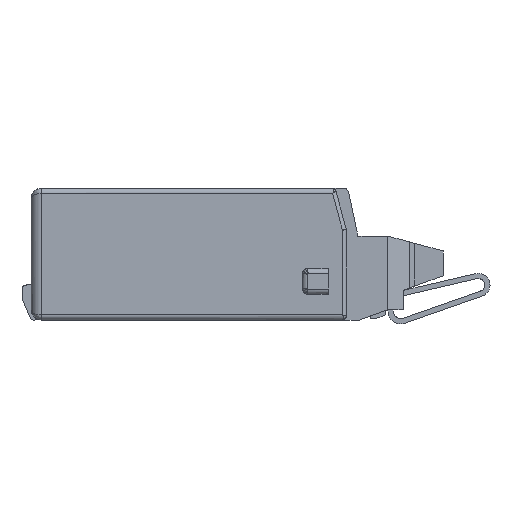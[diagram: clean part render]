
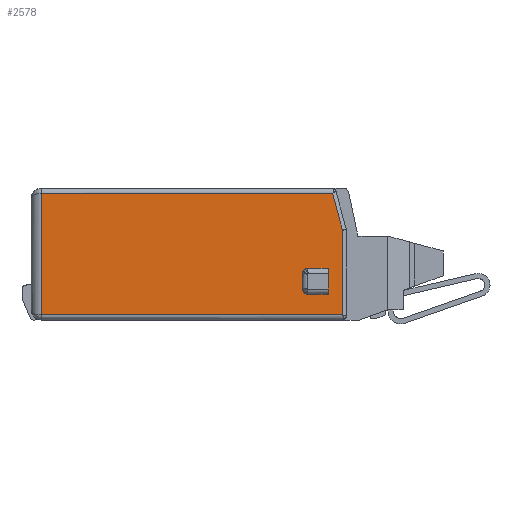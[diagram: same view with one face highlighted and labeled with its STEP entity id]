
A CAD part, left-side view. The second image highlights one B-rep face of the part: STEP entity #2578.
In plain terms, the highlighted planar face has unit normal (-1, 0, 0).
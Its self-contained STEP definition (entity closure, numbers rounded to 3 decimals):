
#60 = VERTEX_POINT ( 'NONE', #614 ) ;
#194 = VERTEX_POINT ( 'NONE', #14628 ) ;
#577 = CARTESIAN_POINT ( 'NONE',  ( -16.679, 38.071, 4.7 ) ) ;
#614 = CARTESIAN_POINT ( 'NONE',  ( -16.679, 15.532, 4.7 ) ) ;
#666 = EDGE_CURVE ( 'NONE', #13716, #194, #2046, .T. ) ;
#851 = EDGE_LOOP ( 'NONE', ( #17736, #2772, #14500, #5293, #11477, #17354 ) ) ;
#1053 = VERTEX_POINT ( 'NONE', #16777 ) ;
#1065 = VERTEX_POINT ( 'NONE', #6956 ) ;
#1137 = CARTESIAN_POINT ( 'NONE',  ( -16.679, 15.871, -4.7 ) ) ;
#1415 = ORIENTED_EDGE ( 'NONE', *, *, #15006, .T. ) ;
#1459 = EDGE_CURVE ( 'NONE', #5226, #1053, #14739, .T. ) ;
#1515 = VECTOR ( 'NONE', #4859, 1000. ) ;
#2046 = LINE ( 'NONE', #4691, #9083 ) ;
#2075 =( BOUNDED_CURVE ( )  B_SPLINE_CURVE ( 2, ( #4030, #2512, #5461, #15250, #6854 ),
 .UNSPECIFIED., .F., .F. ) 
 B_SPLINE_CURVE_WITH_KNOTS ( ( 3, 2, 3 ),
 ( 0., 0.5, 1. ),
 .UNSPECIFIED. ) 
 CURVE ( )  GEOMETRIC_REPRESENTATION_ITEM ( )  RATIONAL_B_SPLINE_CURVE ( ( 1., 0.736, 0.736, 0.736, 1. ) ) 
 REPRESENTATION_ITEM ( '' )  );
#2284 = EDGE_CURVE ( 'NONE', #1065, #7394, #7001, .T. ) ;
#2512 = CARTESIAN_POINT ( 'NONE',  ( -16.679, 17.599, -1.1 ) ) ;
#2521 = CARTESIAN_POINT ( 'NONE',  ( -16.679, 15.871, -3.1 ) ) ;
#2532 = CARTESIAN_POINT ( 'NONE',  ( -16.679, 15.871, 5.1 ) ) ;
#2578 = ADVANCED_FACE ( 'NONE', ( #8095, #4380 ), #17672, .F. ) ;
#2592 = VECTOR ( 'NONE', #7170, 1000. ) ;
#2701 = CARTESIAN_POINT ( 'NONE',  ( -16.679, 17.871, -2.7 ) ) ;
#2743 = EDGE_CURVE ( 'NONE', #7394, #16877, #18161, .T. ) ;
#2772 = ORIENTED_EDGE ( 'NONE', *, *, #2284, .F. ) ;
#3446 = VECTOR ( 'NONE', #13216, 1000. ) ;
#3449 = CARTESIAN_POINT ( 'NONE',  ( -16.679, 15.549, 4.763 ) ) ;
#3814 = CARTESIAN_POINT ( 'NONE',  ( -16.679, 15.871, -3.1 ) ) ;
#4030 = CARTESIAN_POINT ( 'NONE',  ( -16.679, 17.471, -1.1 ) ) ;
#4101 = CARTESIAN_POINT ( 'NONE',  ( -16.679, 17.735, -2.964 ) ) ;
#4380 = FACE_OUTER_BOUND ( 'NONE', #15870, .T. ) ;
#4420 = EDGE_CURVE ( 'NONE', #16877, #13479, #7603, .T. ) ;
#4691 = CARTESIAN_POINT ( 'NONE',  ( -16.679, 14.771, 1.9 ) ) ;
#4859 = DIRECTION ( 'NONE',  ( 0., 0.259, 0.966 ) ) ;
#5053 = ORIENTED_EDGE ( 'NONE', *, *, #8307, .T. ) ;
#5226 = VERTEX_POINT ( 'NONE', #11671 ) ;
#5254 = LINE ( 'NONE', #3449, #1515 ) ;
#5293 = ORIENTED_EDGE ( 'NONE', *, *, #1459, .F. ) ;
#5461 = CARTESIAN_POINT ( 'NONE',  ( -16.679, 17.735, -1.236 ) ) ;
#5534 = CARTESIAN_POINT ( 'NONE',  ( -16.679, 17.471, -3.1 ) ) ;
#5559 = DIRECTION ( 'NONE',  ( 0., 0., -1. ) ) ;
#6091 = DIRECTION ( 'NONE',  ( 0., 0., 1. ) ) ;
#6429 = EDGE_CURVE ( 'NONE', #60, #10684, #13366, .T. ) ;
#6537 = DIRECTION ( 'NONE',  ( 1., 0., 0. ) ) ;
#6777 = CARTESIAN_POINT ( 'NONE',  ( -16.679, 17.471, -1.1 ) ) ;
#6854 = CARTESIAN_POINT ( 'NONE',  ( -16.679, 17.871, -1.5 ) ) ;
#6951 = ORIENTED_EDGE ( 'NONE', *, *, #6429, .T. ) ;
#6956 = CARTESIAN_POINT ( 'NONE',  ( -16.679, 17.471, -3.1 ) ) ;
#7001 = LINE ( 'NONE', #3814, #10322 ) ;
#7088 = VERTEX_POINT ( 'NONE', #8893 ) ;
#7170 = DIRECTION ( 'NONE',  ( 0., 1., 0. ) ) ;
#7228 = ORIENTED_EDGE ( 'NONE', *, *, #666, .T. ) ;
#7394 = VERTEX_POINT ( 'NONE', #2521 ) ;
#7603 = LINE ( 'NONE', #10414, #3446 ) ;
#7637 = VECTOR ( 'NONE', #10968, 1000. ) ;
#7666 = DIRECTION ( 'NONE',  ( 0., 0., -1. ) ) ;
#8095 = FACE_BOUND ( 'NONE', #851, .T. ) ;
#8307 = EDGE_CURVE ( 'NONE', #7088, #13716, #14663, .T. ) ;
#8886 = ORIENTED_EDGE ( 'NONE', *, *, #14997, .T. ) ;
#8893 = CARTESIAN_POINT ( 'NONE',  ( -16.679, 38.071, -4.7 ) ) ;
#8988 = LINE ( 'NONE', #11847, #12274 ) ;
#9083 = VECTOR ( 'NONE', #6091, 1000. ) ;
#10030 = DIRECTION ( 'NONE',  ( 0., 0., 1. ) ) ;
#10322 = VECTOR ( 'NONE', #10818, 1000. ) ;
#10414 = CARTESIAN_POINT ( 'NONE',  ( -16.679, 15.871, -1.1 ) ) ;
#10684 = VERTEX_POINT ( 'NONE', #11626 ) ;
#10760 = VECTOR ( 'NONE', #10030, 1000. ) ;
#10818 = DIRECTION ( 'NONE',  ( 0., -1., 0. ) ) ;
#10968 = DIRECTION ( 'NONE',  ( 0., -1., 0. ) ) ;
#10977 = EDGE_CURVE ( 'NONE', #1053, #1065, #16460, .T. ) ;
#11010 = VECTOR ( 'NONE', #5559, 1000. ) ;
#11081 = AXIS2_PLACEMENT_3D ( 'NONE', #14941, #6537, #16360 ) ;
#11111 = CARTESIAN_POINT ( 'NONE',  ( -16.679, 17.871, -2.828 ) ) ;
#11477 = ORIENTED_EDGE ( 'NONE', *, *, #13003, .F. ) ;
#11626 = CARTESIAN_POINT ( 'NONE',  ( -16.679, 38.071, 4.7 ) ) ;
#11671 = CARTESIAN_POINT ( 'NONE',  ( -16.679, 17.871, -1.5 ) ) ;
#11847 = CARTESIAN_POINT ( 'NONE',  ( -16.679, 38.071, 5.1 ) ) ;
#12274 = VECTOR ( 'NONE', #7666, 1000. ) ;
#12545 = CARTESIAN_POINT ( 'NONE',  ( -16.679, 17.871, -2.7 ) ) ;
#13003 = EDGE_CURVE ( 'NONE', #13479, #5226, #2075, .T. ) ;
#13155 = CARTESIAN_POINT ( 'NONE',  ( -16.679, 15.871, -1.1 ) ) ;
#13212 = CARTESIAN_POINT ( 'NONE',  ( -16.679, 14.771, -4.7 ) ) ;
#13216 = DIRECTION ( 'NONE',  ( 0., 1., 0. ) ) ;
#13366 = LINE ( 'NONE', #577, #2592 ) ;
#13479 = VERTEX_POINT ( 'NONE', #6777 ) ;
#13716 = VERTEX_POINT ( 'NONE', #13212 ) ;
#13943 = CARTESIAN_POINT ( 'NONE',  ( -16.679, 17.599, -3.1 ) ) ;
#14500 = ORIENTED_EDGE ( 'NONE', *, *, #10977, .F. ) ;
#14628 = CARTESIAN_POINT ( 'NONE',  ( -16.679, 14.771, 1.861 ) ) ;
#14663 = LINE ( 'NONE', #1137, #7637 ) ;
#14739 = LINE ( 'NONE', #12545, #11010 ) ;
#14941 = CARTESIAN_POINT ( 'NONE',  ( -16.679, 15.871, 5.1 ) ) ;
#14997 = EDGE_CURVE ( 'NONE', #194, #60, #5254, .T. ) ;
#15006 = EDGE_CURVE ( 'NONE', #10684, #7088, #8988, .T. ) ;
#15250 = CARTESIAN_POINT ( 'NONE',  ( -16.679, 17.871, -1.372 ) ) ;
#15870 = EDGE_LOOP ( 'NONE', ( #1415, #5053, #7228, #8886, #6951 ) ) ;
#16360 = DIRECTION ( 'NONE',  ( 0., 1., 0. ) ) ;
#16460 =( BOUNDED_CURVE ( )  B_SPLINE_CURVE ( 2, ( #2701, #11111, #4101, #13943, #5534 ),
 .UNSPECIFIED., .F., .F. ) 
 B_SPLINE_CURVE_WITH_KNOTS ( ( 3, 2, 3 ),
 ( 0., 0.5, 1. ),
 .UNSPECIFIED. ) 
 CURVE ( )  GEOMETRIC_REPRESENTATION_ITEM ( )  RATIONAL_B_SPLINE_CURVE ( ( 1., 0.736, 0.736, 0.736, 1. ) ) 
 REPRESENTATION_ITEM ( '' )  );
#16777 = CARTESIAN_POINT ( 'NONE',  ( -16.679, 17.871, -2.7 ) ) ;
#16877 = VERTEX_POINT ( 'NONE', #13155 ) ;
#17354 = ORIENTED_EDGE ( 'NONE', *, *, #4420, .F. ) ;
#17672 = PLANE ( 'NONE',  #11081 ) ;
#17736 = ORIENTED_EDGE ( 'NONE', *, *, #2743, .F. ) ;
#18161 = LINE ( 'NONE', #2532, #10760 ) ;
